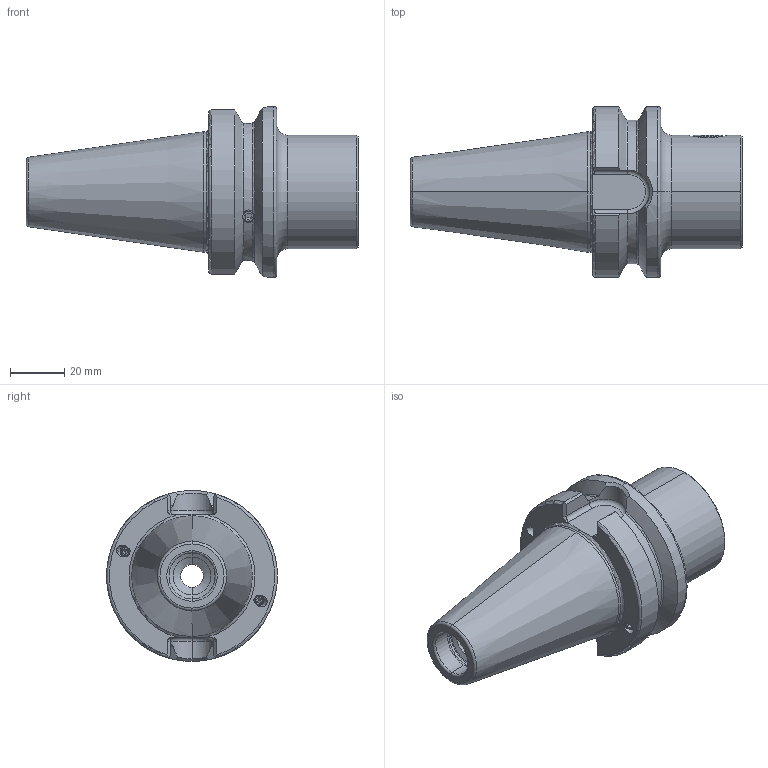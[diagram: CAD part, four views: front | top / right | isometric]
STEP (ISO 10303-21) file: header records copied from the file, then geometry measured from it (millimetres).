
FILE_DESCRIPTION (( 'STEP AP203' ), '1' );
FILE_NAME ('102.412.421.STEP', '2018-03-12T08:13:56', ( 'SWIAdmin' ), ( 'Hewlett-Packard Company' ), 'SwSTEP 2.0', 'SolidWorks 2017', '' );
FILE_SCHEMA (( 'CONFIG_CONTROL_DESIGN' ));
Length unit declared in the file: millimetre
Products named in the file (5): ISO 4026 - M4 x 5_PreviewCfg; ISO 4026 - M5 x 5_PreviewCfg; 102.412.421; BB4-MB4.K01.057_C; MB4-ER1.001.013_A
Assembly tree (5 placements, depth 2):
  102.412.421
    BB4-MB4.K01.057_C
    MB4-ER1.001.013_A
    ISO 4026 - M4 x 5_PreviewCfg  x2
    ISO 4026 - M5 x 5_PreviewCfg
Bounding box: 122.4 x 63 x 63 mm (x, y, z)
Volume: 152276.1 mm3; surface area: 29169.7 mm2
Topology: 5 solids, 5 shells, 223 faces, 536 edges, 325 vertices
Faces by surface type: plane 70, cylinder 69, cone 55, torus 27, bspline 2
Entity records: 7324 total; most frequent: CARTESIAN_POINT 1984, DIRECTION 1025, ORIENTED_EDGE 1000, EDGE_CURVE 500, AXIS2_PLACEMENT_3D 408, VERTEX_POINT 305, EDGE_LOOP 223, VECTOR 209
